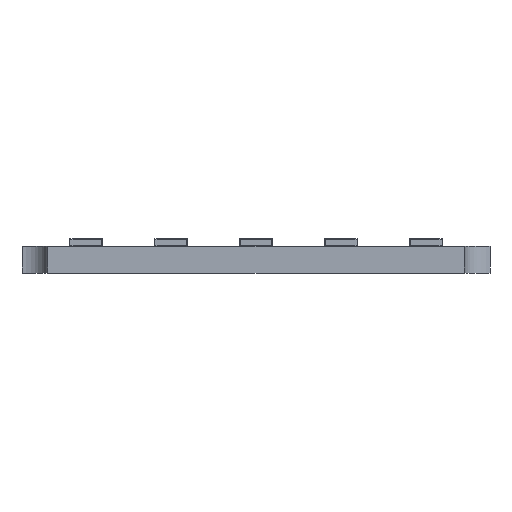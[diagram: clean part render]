
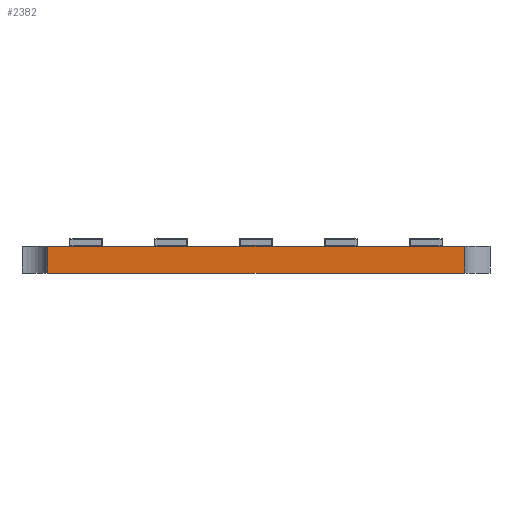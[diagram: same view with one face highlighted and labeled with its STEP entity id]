
A CAD part, front view. The second image highlights one B-rep face of the part: STEP entity #2382.
In plain terms, the highlighted planar face has unit normal (0, -1, 0).
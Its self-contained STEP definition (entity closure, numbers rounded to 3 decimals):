
#289 = VERTEX_POINT('',#290);
#290 = CARTESIAN_POINT('',(-12.446,-15.24,0.));
#297 = EDGE_CURVE('',#298,#289,#300,.T.);
#298 = VERTEX_POINT('',#299);
#299 = CARTESIAN_POINT('',(12.446,-15.24,0.));
#300 = LINE('',#301,#302);
#301 = CARTESIAN_POINT('',(12.446,-15.24,0.));
#302 = VECTOR('',#303,1.);
#303 = DIRECTION('',(-1.,0.,0.));
#2338 = VERTEX_POINT('',#2339);
#2339 = CARTESIAN_POINT('',(-12.446,-15.24,-1.6));
#2346 = EDGE_CURVE('',#289,#2338,#2347,.T.);
#2347 = LINE('',#2348,#2349);
#2348 = CARTESIAN_POINT('',(-12.446,-15.24,0.));
#2349 = VECTOR('',#2350,1.);
#2350 = DIRECTION('',(0.,0.,-1.));
#2361 = EDGE_CURVE('',#298,#2362,#2364,.T.);
#2362 = VERTEX_POINT('',#2363);
#2363 = CARTESIAN_POINT('',(12.446,-15.24,-1.6));
#2364 = LINE('',#2365,#2366);
#2365 = CARTESIAN_POINT('',(12.446,-15.24,0.));
#2366 = VECTOR('',#2367,1.);
#2367 = DIRECTION('',(0.,0.,-1.));
#2382 = ADVANCED_FACE('',(#2383),#2394,.F.);
#2383 = FACE_BOUND('',#2384,.F.);
#2384 = EDGE_LOOP('',(#2385,#2386,#2392,#2393));
#2385 = ORIENTED_EDGE('',*,*,#2361,.T.);
#2386 = ORIENTED_EDGE('',*,*,#2387,.T.);
#2387 = EDGE_CURVE('',#2362,#2338,#2388,.T.);
#2388 = LINE('',#2389,#2390);
#2389 = CARTESIAN_POINT('',(12.446,-15.24,-1.6));
#2390 = VECTOR('',#2391,1.);
#2391 = DIRECTION('',(-1.,0.,0.));
#2392 = ORIENTED_EDGE('',*,*,#2346,.F.);
#2393 = ORIENTED_EDGE('',*,*,#297,.F.);
#2394 = PLANE('',#2395);
#2395 = AXIS2_PLACEMENT_3D('',#2396,#2397,#2398);
#2396 = CARTESIAN_POINT('',(12.446,-15.24,0.));
#2397 = DIRECTION('',(0.,1.,0.));
#2398 = DIRECTION('',(-1.,0.,0.));
